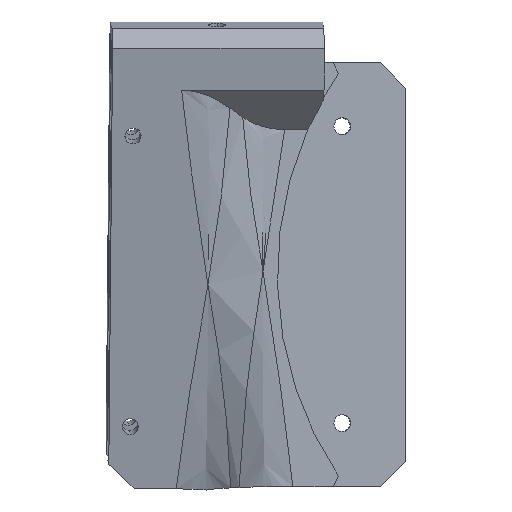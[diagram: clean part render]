
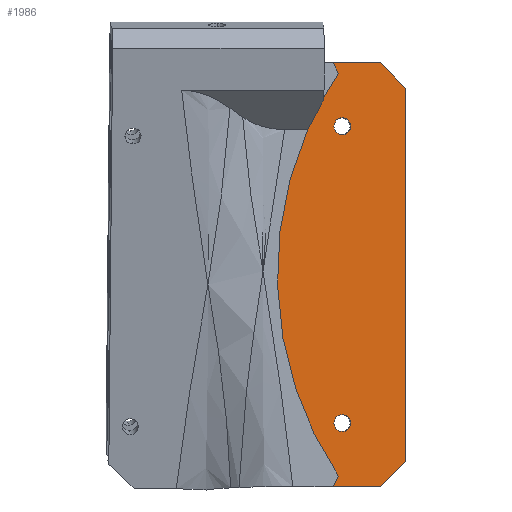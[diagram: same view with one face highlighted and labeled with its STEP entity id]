
A CAD part, top view. The second image highlights one B-rep face of the part: STEP entity #1986.
In plain terms, the highlighted planar face has unit normal (0.044, 0, 0.999).
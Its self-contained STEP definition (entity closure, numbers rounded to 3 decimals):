
#53 = CARTESIAN_POINT ( 'NONE',  ( -30.27, -25., 5.326 ) ) ;
#81 = ORIENTED_EDGE ( 'NONE', *, *, #567, .F. ) ;
#106 = CARTESIAN_POINT ( 'NONE',  ( -33.767, 17.5, 5.479 ) ) ;
#121 = DIRECTION ( 'NONE',  ( -0.706, -0.707, 0.031 ) ) ;
#132 = CIRCLE ( 'NONE', #2303, 1. ) ;
#136 = CARTESIAN_POINT ( 'NONE',  ( -35.349, 23.756, 5.548 ) ) ;
#187 = EDGE_CURVE ( 'NONE', #508, #1806, #954, .T. ) ;
#212 = ORIENTED_EDGE ( 'NONE', *, *, #386, .F. ) ;
#230 = DIRECTION ( 'NONE',  ( 0.999, 0., -0.044 ) ) ;
#238 = DIRECTION ( 'NONE',  ( 0.044, 0., 0.999 ) ) ;
#271 = EDGE_CURVE ( 'NONE', #920, #902, #1480, .T. ) ;
#382 = AXIS2_PLACEMENT_3D ( 'NONE', #2409, #238, #963 ) ;
#386 = EDGE_CURVE ( 'NONE', #902, #2094, #2478, .T. ) ;
#396 = CIRCLE ( 'NONE', #852, 1. ) ;
#437 = CARTESIAN_POINT ( 'NONE',  ( -2.56, -2.737, 4.116 ) ) ;
#508 = VERTEX_POINT ( 'NONE', #563 ) ;
#553 = DIRECTION ( 'NONE',  ( 0.455, 0.89, -0.02 ) ) ;
#563 = CARTESIAN_POINT ( 'NONE',  ( -35.349, 23.756, 5.548 ) ) ;
#567 = EDGE_CURVE ( 'NONE', #1199, #838, #1682, .T. ) ;
#604 = DIRECTION ( 'NONE',  ( -0.999, 0., 0.044 ) ) ;
#611 = VERTEX_POINT ( 'NONE', #2752 ) ;
#668 = DIRECTION ( 'NONE',  ( -0.999, 0., 0.044 ) ) ;
#683 = DIRECTION ( 'NONE',  ( 0.044, 0., 0.999 ) ) ;
#772 = EDGE_CURVE ( 'NONE', #1366, #2352, #2372, .T. ) ;
#812 = DIRECTION ( 'NONE',  ( -0.999, 0., 0.044 ) ) ;
#817 = CARTESIAN_POINT ( 'NONE',  ( -43.276, 0., 5.894 ) ) ;
#831 = CARTESIAN_POINT ( 'NONE',  ( -35.349, -23.756, 5.548 ) ) ;
#838 = VERTEX_POINT ( 'NONE', #1656 ) ;
#852 = AXIS2_PLACEMENT_3D ( 'NONE', #1370, #2799, #668 ) ;
#902 = VERTEX_POINT ( 'NONE', #1774 ) ;
#920 = VERTEX_POINT ( 'NONE', #53 ) ;
#930 = CARTESIAN_POINT ( 'NONE',  ( -30.27, 25., 5.326 ) ) ;
#954 = LINE ( 'NONE', #1686, #2101 ) ;
#963 = DIRECTION ( 'NONE',  ( -0.999, 0., 0.044 ) ) ;
#996 = ORIENTED_EDGE ( 'NONE', *, *, #772, .F. ) ;
#1010 = EDGE_LOOP ( 'NONE', ( #1306, #1391 ) ) ;
#1037 = DIRECTION ( 'NONE',  ( 0.044, 0., 0.999 ) ) ;
#1039 = CARTESIAN_POINT ( 'NONE',  ( -27.273, -22., 5.195 ) ) ;
#1040 = CARTESIAN_POINT ( 'NONE',  ( -37.499, -20.536, 5.642 ) ) ;
#1182 = EDGE_LOOP ( 'NONE', ( #81, #1891 ) ) ;
#1199 = VERTEX_POINT ( 'NONE', #106 ) ;
#1208 = DIRECTION ( 'NONE',  ( -0.999, 0., 0.044 ) ) ;
#1219 = EDGE_CURVE ( 'NONE', #2352, #920, #2301, .T. ) ;
#1247 = ORIENTED_EDGE ( 'NONE', *, *, #1219, .F. ) ;
#1266 = ORIENTED_EDGE ( 'NONE', *, *, #187, .F. ) ;
#1302 = EDGE_CURVE ( 'NONE', #2094, #508, #3105, .T. ) ;
#1306 = ORIENTED_EDGE ( 'NONE', *, *, #2930, .F. ) ;
#1366 = VERTEX_POINT ( 'NONE', #2869 ) ;
#1370 = CARTESIAN_POINT ( 'NONE',  ( -34.766, -17.5, 5.522 ) ) ;
#1391 = ORIENTED_EDGE ( 'NONE', *, *, #1889, .F. ) ;
#1395 = VERTEX_POINT ( 'NONE', #930 ) ;
#1421 = DIRECTION ( 'NONE',  ( 0.706, -0.707, -0.031 ) ) ;
#1432 = VECTOR ( 'NONE', #553, 1000. ) ;
#1442 = DIRECTION ( 'NONE',  ( 0., -1., 0. ) ) ;
#1462 = VECTOR ( 'NONE', #230, 1000. ) ;
#1480 = LINE ( 'NONE', #1717, #3099 ) ;
#1533 = ORIENTED_EDGE ( 'NONE', *, *, #2159, .F. ) ;
#1565 = DIRECTION ( 'NONE',  ( -0.044, 0., -0.999 ) ) ;
#1656 = CARTESIAN_POINT ( 'NONE',  ( -35.765, 17.5, 5.566 ) ) ;
#1667 = CARTESIAN_POINT ( 'NONE',  ( -35.765, -17.5, 5.566 ) ) ;
#1682 = CIRCLE ( 'NONE', #2097, 1. ) ;
#1686 = CARTESIAN_POINT ( 'NONE',  ( -18.356, -9.489, 4.806 ) ) ;
#1717 = CARTESIAN_POINT ( 'NONE',  ( 0.174, -25., 3.997 ) ) ;
#1740 = EDGE_CURVE ( 'NONE', #1395, #1366, #3098, .T. ) ;
#1749 = CARTESIAN_POINT ( 'NONE',  ( -41.224, -12.9, 5.804 ) ) ;
#1774 = CARTESIAN_POINT ( 'NONE',  ( -35.984, -25., 5.575 ) ) ;
#1782 = CARTESIAN_POINT ( 'NONE',  ( -37.499, 20.536, 5.642 ) ) ;
#1803 = FACE_OUTER_BOUND ( 'NONE', #2264, .T. ) ;
#1806 = VERTEX_POINT ( 'NONE', #2980 ) ;
#1811 = CARTESIAN_POINT ( 'NONE',  ( -41.224, 12.9, 5.804 ) ) ;
#1878 = CARTESIAN_POINT ( 'NONE',  ( -34.766, -17.5, 5.522 ) ) ;
#1885 = EDGE_CURVE ( 'NONE', #838, #1199, #2999, .T. ) ;
#1889 = EDGE_CURVE ( 'NONE', #2174, #611, #132, .T. ) ;
#1891 = ORIENTED_EDGE ( 'NONE', *, *, #1885, .F. ) ;
#1904 = LINE ( 'NONE', #2141, #1462 ) ;
#1954 = ORIENTED_EDGE ( 'NONE', *, *, #1740, .F. ) ;
#1986 = ADVANCED_FACE ( 'NONE', ( #1803, #2009, #2497 ), #2965, .F. ) ;
#2009 = FACE_BOUND ( 'NONE', #1010, .T. ) ;
#2094 = VERTEX_POINT ( 'NONE', #3035 ) ;
#2097 = AXIS2_PLACEMENT_3D ( 'NONE', #2487, #1037, #812 ) ;
#2101 = VECTOR ( 'NONE', #3078, 1000. ) ;
#2141 = CARTESIAN_POINT ( 'NONE',  ( 0.174, 25., 3.997 ) ) ;
#2159 = EDGE_CURVE ( 'NONE', #1806, #1395, #1904, .T. ) ;
#2174 = VERTEX_POINT ( 'NONE', #1667 ) ;
#2264 = EDGE_LOOP ( 'NONE', ( #212, #2391, #1247, #996, #1954, #1533, #1266, #2339 ) ) ;
#2301 = LINE ( 'NONE', #2490, #2991 ) ;
#2303 = AXIS2_PLACEMENT_3D ( 'NONE', #1878, #683, #1208 ) ;
#2339 = ORIENTED_EDGE ( 'NONE', *, *, #1302, .F. ) ;
#2343 = VECTOR ( 'NONE', #1442, 1000. ) ;
#2352 = VERTEX_POINT ( 'NONE', #1039 ) ;
#2372 = LINE ( 'NONE', #2406, #2343 ) ;
#2389 = VECTOR ( 'NONE', #1421, 1000. ) ;
#2391 = ORIENTED_EDGE ( 'NONE', *, *, #271, .F. ) ;
#2406 = CARTESIAN_POINT ( 'NONE',  ( -27.273, 0., 5.195 ) ) ;
#2409 = CARTESIAN_POINT ( 'NONE',  ( -34.766, 17.5, 5.522 ) ) ;
#2478 = LINE ( 'NONE', #2726, #1432 ) ;
#2487 = CARTESIAN_POINT ( 'NONE',  ( -34.766, 17.5, 5.522 ) ) ;
#2490 = CARTESIAN_POINT ( 'NONE',  ( -2.56, 2.737, 4.116 ) ) ;
#2497 = FACE_BOUND ( 'NONE', #1182, .T. ) ;
#2552 = AXIS2_PLACEMENT_3D ( 'NONE', #2763, #1565, #604 ) ;
#2675 = DIRECTION ( 'NONE',  ( -0.999, 0., 0.044 ) ) ;
#2726 = CARTESIAN_POINT ( 'NONE',  ( -18.356, 9.489, 4.806 ) ) ;
#2752 = CARTESIAN_POINT ( 'NONE',  ( -33.767, -17.5, 5.479 ) ) ;
#2763 = CARTESIAN_POINT ( 'NONE',  ( 0.174, 0., 3.997 ) ) ;
#2799 = DIRECTION ( 'NONE',  ( 0.044, 0., 0.999 ) ) ;
#2869 = CARTESIAN_POINT ( 'NONE',  ( -27.273, 22., 5.195 ) ) ;
#2930 = EDGE_CURVE ( 'NONE', #611, #2174, #396, .T. ) ;
#2965 = PLANE ( 'NONE',  #2552 ) ;
#2980 = CARTESIAN_POINT ( 'NONE',  ( -35.984, 25., 5.575 ) ) ;
#2991 = VECTOR ( 'NONE', #121, 1000. ) ;
#2999 = CIRCLE ( 'NONE', #382, 1. ) ;
#3035 = CARTESIAN_POINT ( 'NONE',  ( -35.349, -23.756, 5.548 ) ) ;
#3078 = DIRECTION ( 'NONE',  ( -0.455, 0.89, 0.02 ) ) ;
#3098 = LINE ( 'NONE', #437, #2389 ) ;
#3099 = VECTOR ( 'NONE', #2675, 1000. ) ;
#3105 = B_SPLINE_CURVE_WITH_KNOTS ( 'NONE', 3,
 ( #831, #1040, #1749, #817, #1811, #1782, #136 ),
 .UNSPECIFIED., .F., .F.,
 ( 4, 1, 1, 1, 4 ),
 ( 2.552, 2.825, 3.142, 3.458, 3.731 ),
 .UNSPECIFIED. ) ;
